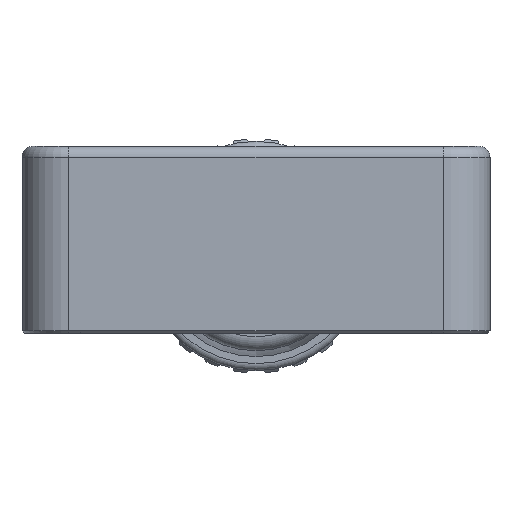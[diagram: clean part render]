
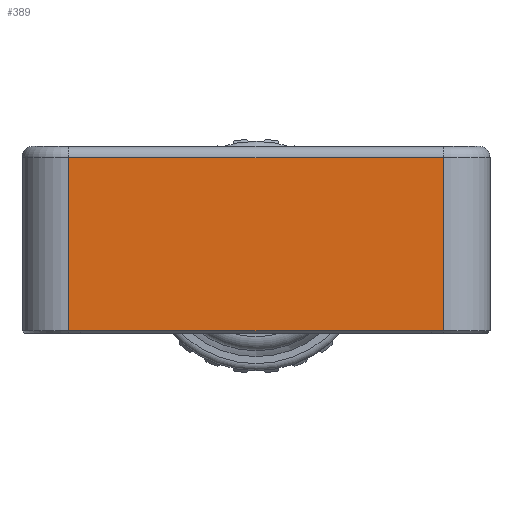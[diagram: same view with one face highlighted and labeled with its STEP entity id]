
A CAD part, left-side view. The second image highlights one B-rep face of the part: STEP entity #389.
In plain terms, the highlighted planar face has unit normal (-1, 0, 0).
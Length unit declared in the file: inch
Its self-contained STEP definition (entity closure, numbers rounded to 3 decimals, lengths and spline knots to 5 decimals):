
#69 = DIRECTION ( 'NONE',  ( 0., 0., -1. ) ) ;
#250 = AXIS2_PLACEMENT_3D ( 'NONE', #7408, #9751, #69 ) ;
#389 = ADVANCED_FACE ( 'NONE', ( #6440 ), #4147, .F. ) ;
#949 = VECTOR ( 'NONE', #3662, 39.37008 ) ;
#1135 = EDGE_CURVE ( 'NONE', #8077, #10114, #8553, .T. ) ;
#2056 = VERTEX_POINT ( 'NONE', #9060 ) ;
#2099 = ORIENTED_EDGE ( 'NONE', *, *, #1135, .F. ) ;
#2260 = EDGE_CURVE ( 'NONE', #3787, #10114, #2849, .T. ) ;
#2750 = ORIENTED_EDGE ( 'NONE', *, *, #6511, .T. ) ;
#2825 = EDGE_CURVE ( 'NONE', #2056, #3787, #7013, .T. ) ;
#2849 = LINE ( 'NONE', #4263, #7022 ) ;
#3126 = DIRECTION ( 'NONE',  ( 0., 1., 0. ) ) ;
#3590 = CARTESIAN_POINT ( 'NONE',  ( 0., 0.31496, 0.31496 ) ) ;
#3651 = CARTESIAN_POINT ( 'NONE',  ( 0., -0.31496, 0.00394 ) ) ;
#3662 = DIRECTION ( 'NONE',  ( 0., 0., -1. ) ) ;
#3787 = VERTEX_POINT ( 'NONE', #5890 ) ;
#4147 = PLANE ( 'NONE',  #250 ) ;
#4263 = CARTESIAN_POINT ( 'NONE',  ( 0., 0.31496, 0.00394 ) ) ;
#4334 = CARTESIAN_POINT ( 'NONE',  ( 0., -0.31496, 0.31496 ) ) ;
#5609 = EDGE_LOOP ( 'NONE', ( #6403, #9825, #2099, #2750 ) ) ;
#5890 = CARTESIAN_POINT ( 'NONE',  ( 0., 0.31496, 0.00394 ) ) ;
#6382 = LINE ( 'NONE', #9589, #8147 ) ;
#6403 = ORIENTED_EDGE ( 'NONE', *, *, #2825, .T. ) ;
#6440 = FACE_OUTER_BOUND ( 'NONE', #5609, .T. ) ;
#6511 = EDGE_CURVE ( 'NONE', #8077, #2056, #6382, .T. ) ;
#7013 = LINE ( 'NONE', #3590, #949 ) ;
#7022 = VECTOR ( 'NONE', #7529, 39.37008 ) ;
#7408 = CARTESIAN_POINT ( 'NONE',  ( 0., 0.31496, 0.31496 ) ) ;
#7529 = DIRECTION ( 'NONE',  ( 0., -1., 0. ) ) ;
#7800 = CARTESIAN_POINT ( 'NONE',  ( 0., -0.31496, 0.29528 ) ) ;
#8077 = VERTEX_POINT ( 'NONE', #7800 ) ;
#8147 = VECTOR ( 'NONE', #3126, 39.37008 ) ;
#8553 = LINE ( 'NONE', #4334, #9685 ) ;
#9060 = CARTESIAN_POINT ( 'NONE',  ( 0., 0.31496, 0.29528 ) ) ;
#9157 = DIRECTION ( 'NONE',  ( 0., 0., -1. ) ) ;
#9589 = CARTESIAN_POINT ( 'NONE',  ( 0., 0.31496, 0.29528 ) ) ;
#9685 = VECTOR ( 'NONE', #9157, 39.37008 ) ;
#9751 = DIRECTION ( 'NONE',  ( 1., 0., 0. ) ) ;
#9825 = ORIENTED_EDGE ( 'NONE', *, *, #2260, .T. ) ;
#10114 = VERTEX_POINT ( 'NONE', #3651 ) ;
